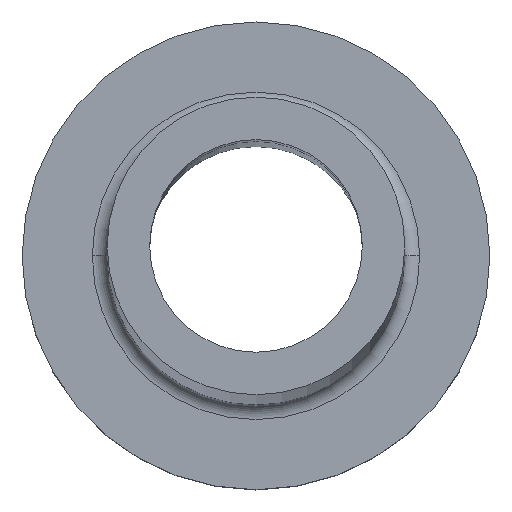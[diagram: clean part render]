
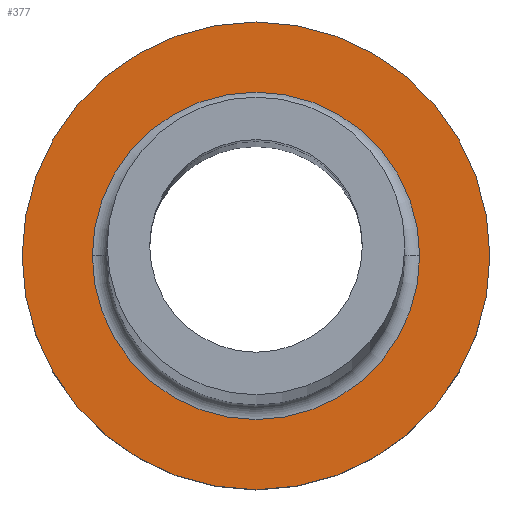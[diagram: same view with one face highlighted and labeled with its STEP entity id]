
A CAD part, top view. The second image highlights one B-rep face of the part: STEP entity #377.
In plain terms, the highlighted planar face has unit normal (0, 0, 1).
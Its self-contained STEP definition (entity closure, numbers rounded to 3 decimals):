
#4 = CARTESIAN_POINT ( 'NONE',  ( 11., 0., 7. ) ) ;
#22 = ORIENTED_EDGE ( 'NONE', *, *, #162, .T. ) ;
#23 = DIRECTION ( 'NONE',  ( 0., 0., -1. ) ) ;
#32 = AXIS2_PLACEMENT_3D ( 'NONE', #63, #277, #447 ) ;
#33 = CARTESIAN_POINT ( 'NONE',  ( -7.7, 0., 7. ) ) ;
#34 = VERTEX_POINT ( 'NONE', #461 ) ;
#37 = CARTESIAN_POINT ( 'NONE',  ( 0., 0., 7. ) ) ;
#53 = VERTEX_POINT ( 'NONE', #4 ) ;
#63 = CARTESIAN_POINT ( 'NONE',  ( 0., 0., 7. ) ) ;
#78 = ORIENTED_EDGE ( 'NONE', *, *, #330, .T. ) ;
#104 = CARTESIAN_POINT ( 'NONE',  ( 0., 0., 7. ) ) ;
#117 = CIRCLE ( 'NONE', #32, 11. ) ;
#156 = CARTESIAN_POINT ( 'NONE',  ( 0., 0., 7. ) ) ;
#158 = EDGE_LOOP ( 'NONE', ( #22, #410 ) ) ;
#159 = DIRECTION ( 'NONE',  ( 1., 0., 0. ) ) ;
#162 = EDGE_CURVE ( 'NONE', #34, #376, #452, .T. ) ;
#170 = FACE_BOUND ( 'NONE', #158, .T. ) ;
#172 = DIRECTION ( 'NONE',  ( 0., 0., 1. ) ) ;
#178 = CIRCLE ( 'NONE', #372, 7.7 ) ;
#189 = ORIENTED_EDGE ( 'NONE', *, *, #309, .T. ) ;
#196 = EDGE_LOOP ( 'NONE', ( #78, #189 ) ) ;
#212 = DIRECTION ( 'NONE',  ( 1., 0., 0. ) ) ;
#218 = DIRECTION ( 'NONE',  ( 1., 0., 0. ) ) ;
#220 = EDGE_CURVE ( 'NONE', #376, #34, #178, .T. ) ;
#234 = DIRECTION ( 'NONE',  ( 1., 0., 0. ) ) ;
#239 = CARTESIAN_POINT ( 'NONE',  ( -11., 0., 7. ) ) ;
#277 = DIRECTION ( 'NONE',  ( 0., 0., 1. ) ) ;
#280 = VERTEX_POINT ( 'NONE', #239 ) ;
#309 = EDGE_CURVE ( 'NONE', #53, #280, #391, .T. ) ;
#316 = FACE_OUTER_BOUND ( 'NONE', #196, .T. ) ;
#330 = EDGE_CURVE ( 'NONE', #280, #53, #117, .T. ) ;
#345 = DIRECTION ( 'NONE',  ( 0., 0., 1. ) ) ;
#352 = PLANE ( 'NONE',  #396 ) ;
#372 = AXIS2_PLACEMENT_3D ( 'NONE', #104, #23, #159 ) ;
#376 = VERTEX_POINT ( 'NONE', #33 ) ;
#377 = ADVANCED_FACE ( 'NONE', ( #170, #316 ), #352, .T. ) ;
#391 = CIRCLE ( 'NONE', #428, 11. ) ;
#396 = AXIS2_PLACEMENT_3D ( 'NONE', #37, #172, #212 ) ;
#410 = ORIENTED_EDGE ( 'NONE', *, *, #220, .T. ) ;
#428 = AXIS2_PLACEMENT_3D ( 'NONE', #156, #345, #234 ) ;
#429 = AXIS2_PLACEMENT_3D ( 'NONE', #436, #434, #218 ) ;
#434 = DIRECTION ( 'NONE',  ( 0., 0., -1. ) ) ;
#436 = CARTESIAN_POINT ( 'NONE',  ( 0., 0., 7. ) ) ;
#447 = DIRECTION ( 'NONE',  ( 1., 0., 0. ) ) ;
#452 = CIRCLE ( 'NONE', #429, 7.7 ) ;
#461 = CARTESIAN_POINT ( 'NONE',  ( 7.7, 0., 7. ) ) ;
